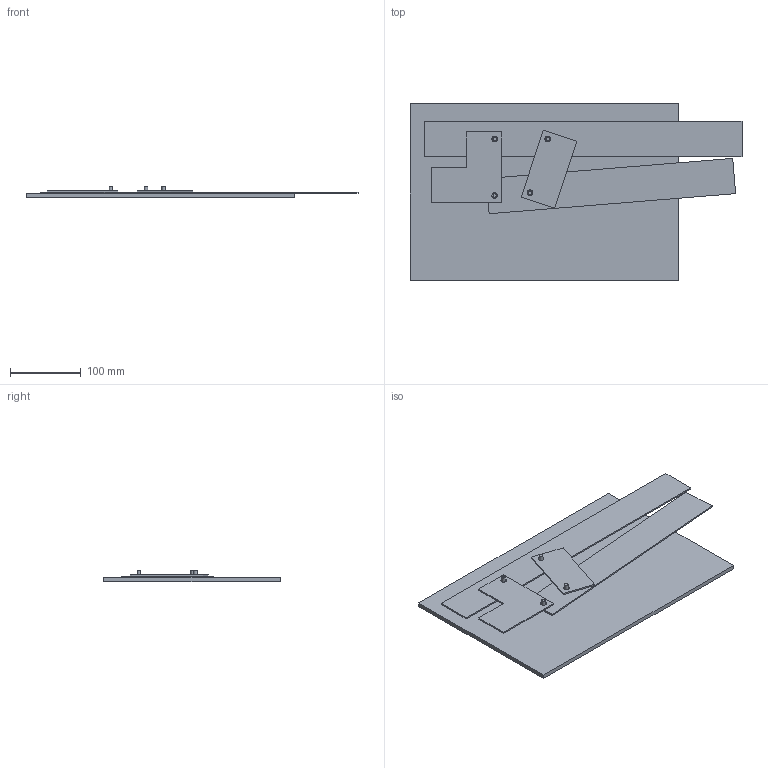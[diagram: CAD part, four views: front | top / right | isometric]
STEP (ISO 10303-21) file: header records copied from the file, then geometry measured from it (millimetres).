
FILE_DESCRIPTION(/* description */ (''),/* implementation_level */ '2;1');
FILE_NAME(/* name */ 'Ensamblaje1.stp',/* time_stamp */ '2022-11-19T12:53:35-05:00',/* author */ ('Daniel'),/* organization */ (''),/* preprocessor_version */ 'ST-DEVELOPER v19',/* originating_system */ 'Autodesk Inventor 2023',/* authorisation */ '');
FILE_SCHEMA (('AUTOMOTIVE_DESIGN { 1 0 10303 214 3 1 1 }'));
Products named in the file (6): Ensamblaje1; bensam; Lup; Pinz; Ldw; H
Assembly tree (5 placements, depth 2):
  Ensamblaje1
    bensam
    Lup
    Pinz
    Ldw
    H
Bounding box: 470 x 250 x 16 mm (x, y, z)
Volume: 674981.2 mm3; surface area: 307786.2 mm2
Topology: 5 solids, 5 shells, 48 faces, 102 edges, 70 vertices
Faces by surface type: plane 36, cylinder 12
Full cylindrical faces by diameter (mm): 5 x4, 8 x8
Entity records: 1578 total; most frequent: DIRECTION 246, CARTESIAN_POINT 232, ORIENTED_EDGE 204, EDGE_CURVE 102, AXIS2_PLACEMENT_3D 84, LINE 78, VECTOR 78, EDGE_LOOP 68
